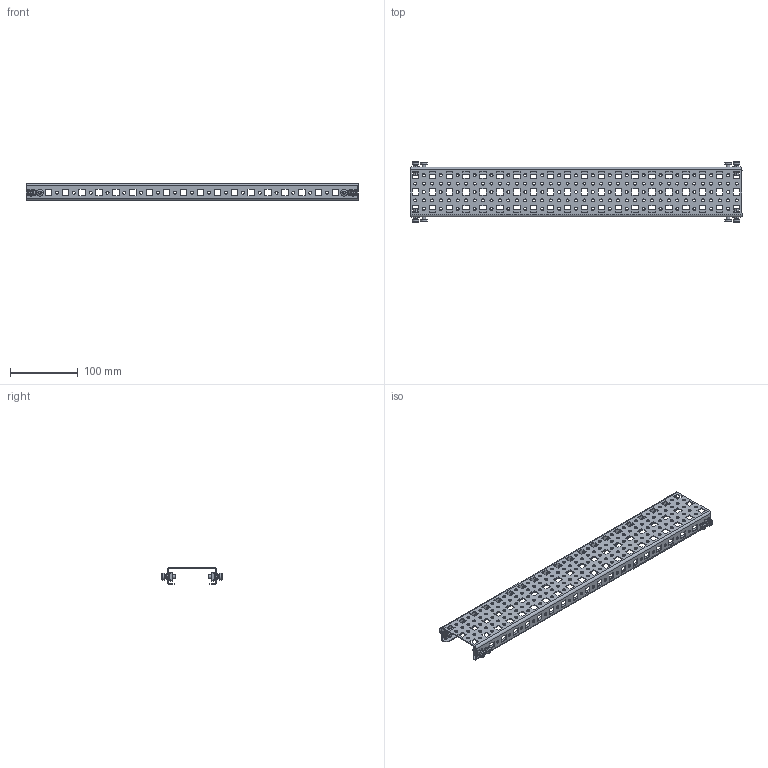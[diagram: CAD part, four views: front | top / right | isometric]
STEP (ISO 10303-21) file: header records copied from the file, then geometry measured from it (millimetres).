
FILE_DESCRIPTION (( 'STEP AP203' ), '1' );
FILE_NAME ('U0731602373 Êîìïëåêò ïëàíîê ìîíòàæíûõ 23õ73 òèï Ê LC2_RS52 00.60 (000.801.476-02).STEP', '2022-04-20T06:14:49', ( '' ), ( '' ), 'SwSTEP 2.0', 'SolidWorks 2017', '' );
FILE_SCHEMA (( 'CONFIG_CONTROL_DESIGN' ));
Length unit declared in the file: millimetre
Products named in the file (7): Âèíò DIN 7984 TORX_Œ6å16; U0731602373 Êîìïëåêò ïëàíîê ìîíòàæíûõ 23õ73 òèï Ê LC2_RS52 00.60 (000.801.476-02); Ãàéêà êëåòåâàÿ_Œ6-4€; 025-271 Ïëàíêà ìîíòàæíàÿ 23õ73 RS52_02 (600); Êëåòêà ãàéêè_M6-4€; Âèíò DIN 7500 C TORX_Œ5å12; Ãàéêà êâàäðàòíàÿ_Œ6-2‚
Assembly tree (15 placements, depth 3):
  U0731602373 Êîìïëåêò ïëàíîê ìîíòàæíûõ 23õ73 òèï Ê LC2_RS52 00.60 (000.801.476-02)
    025-271 Ïëàíêà ìîíòàæíàÿ 23õ73 RS52_02 (600)
    Ãàéêà êëåòåâàÿ_Œ6-4€  x4
      Êëåòêà ãàéêè_M6-4€
      Ãàéêà êâàäðàòíàÿ_Œ6-2‚
    Âèíò DIN 7984 TORX_Œ6å16  x4
    Âèíò DIN 7500 C TORX_Œ5å12  x4
Bounding box: 491 x 89 x 25 mm (x, y, z)
Volume: 81886.5 mm3; surface area: 126489.8 mm2
Topology: 17 solids, 17 shells, 1508 faces, 4002 edges, 2540 vertices
Faces by surface type: plane 842, cylinder 586, bspline 32, cone 24, torus 16, sphere 8
Entity records: 33860 total; most frequent: CARTESIAN_POINT 5984, ORIENTED_EDGE 5490, DIRECTION 5476, EDGE_CURVE 2745, LINE 1876, VECTOR 1876, AXIS2_PLACEMENT_3D 1800, VERTEX_POINT 1790
